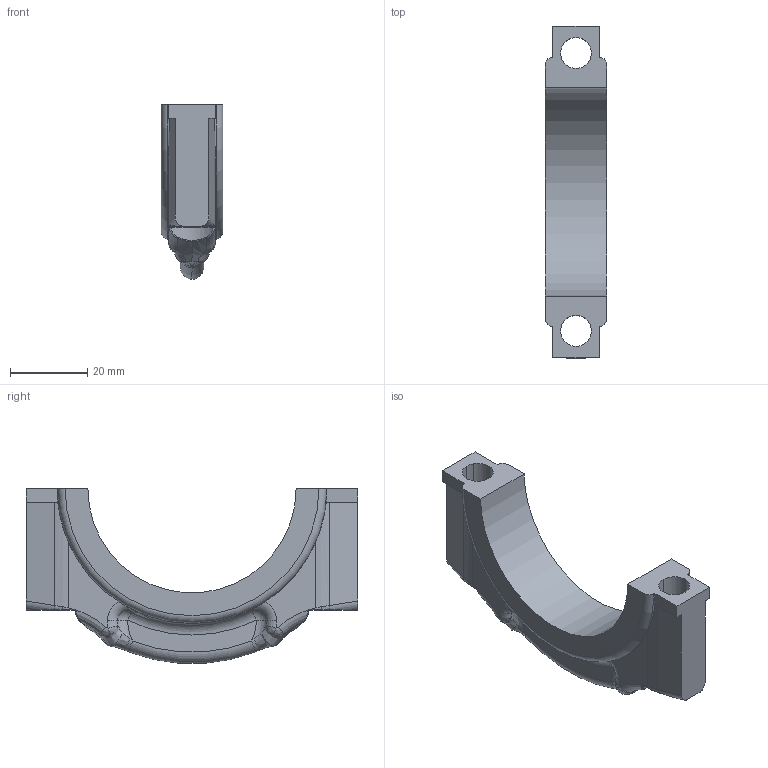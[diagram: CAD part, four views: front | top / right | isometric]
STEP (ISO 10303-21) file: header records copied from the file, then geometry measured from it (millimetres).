
FILE_DESCRIPTION(('CATIA V5 STEP Exchange'),'2;1');
FILE_NAME('Biela.stp','2014-10-01T03:12:15+00:00',('none'),('none'),'CATIA Version 5 Release 19 SP 4 (IN-10)','CATIA V5 STEP AP203','none');
FILE_SCHEMA(('CONFIG_CONTROL_DESIGN'));
Length unit declared in the file: millimetre
Products named in the file (1): Biela
Bounding box: 16 x 86 x 45.26 mm (x, y, z)
Volume: 22320.3 mm3; surface area: 9254 mm2
Topology: 1 solids, 1 shells, 151 faces, 397 edges, 244 vertices
Faces by surface type: bspline 72, cylinder 27, plane 26, torus 20, sphere 4, cone 2
Entity records: 9448 total; most frequent: CARTESIAN_POINT 6504, ORIENTED_EDGE 786, EDGE_CURVE 393, DIRECTION 273, B_SPLINE_CURVE_WITH_KNOTS 246, VERTEX_POINT 244, EDGE_LOOP 155, AXIS2_PLACEMENT_3D 151
